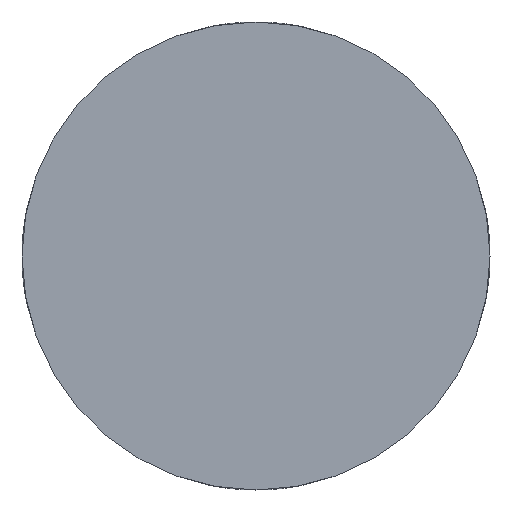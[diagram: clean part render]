
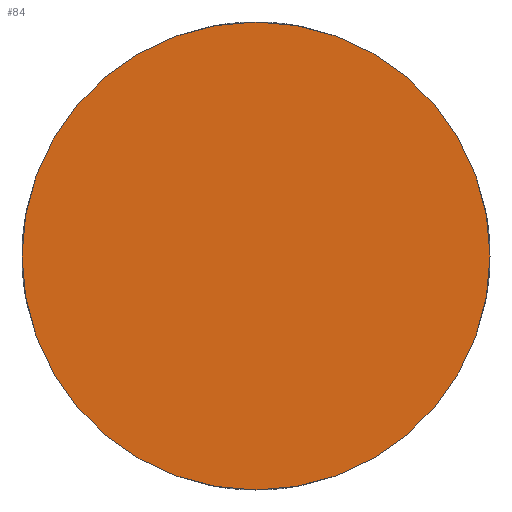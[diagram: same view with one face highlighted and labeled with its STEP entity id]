
A CAD part, front view. The second image highlights one B-rep face of the part: STEP entity #84.
In plain terms, the highlighted planar face has unit normal (0, -1, 0).
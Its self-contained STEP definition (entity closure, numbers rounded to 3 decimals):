
#10 = EDGE_CURVE ( 'NONE', #509, #945, #577, .T. ) ;
#17 = EDGE_LOOP ( 'NONE', ( #449, #22 ) ) ;
#22 = ORIENTED_EDGE ( 'NONE', *, *, #422, .T. ) ;
#38 = PLANE ( 'NONE',  #710 ) ;
#48 = AXIS2_PLACEMENT_3D ( 'NONE', #900, #190, #807 ) ;
#84 = ADVANCED_FACE ( 'NONE', ( #811 ), #38, .T. ) ;
#86 = DIRECTION ( 'NONE',  ( 0., 0., -1. ) ) ;
#120 = DIRECTION ( 'NONE',  ( 0., 0., -1. ) ) ;
#190 = DIRECTION ( 'NONE',  ( 0., -1., 0. ) ) ;
#301 = CIRCLE ( 'NONE', #871, 10.978 ) ;
#337 = DIRECTION ( 'NONE',  ( 0., -1., 0. ) ) ;
#341 = CARTESIAN_POINT ( 'NONE',  ( 11., -3., 11. ) ) ;
#422 = EDGE_CURVE ( 'NONE', #945, #509, #301, .T. ) ;
#438 = CARTESIAN_POINT ( 'NONE',  ( 11., -3., 0.022 ) ) ;
#449 = ORIENTED_EDGE ( 'NONE', *, *, #10, .T. ) ;
#453 = CARTESIAN_POINT ( 'NONE',  ( 11., -3., 11. ) ) ;
#509 = VERTEX_POINT ( 'NONE', #438 ) ;
#577 = CIRCLE ( 'NONE', #48, 10.978 ) ;
#578 = CARTESIAN_POINT ( 'NONE',  ( 11., -3., 21.978 ) ) ;
#710 = AXIS2_PLACEMENT_3D ( 'NONE', #341, #337, #120 ) ;
#788 = DIRECTION ( 'NONE',  ( 0., -1., 0. ) ) ;
#807 = DIRECTION ( 'NONE',  ( 0., 0., -1. ) ) ;
#811 = FACE_OUTER_BOUND ( 'NONE', #17, .T. ) ;
#871 = AXIS2_PLACEMENT_3D ( 'NONE', #453, #788, #86 ) ;
#900 = CARTESIAN_POINT ( 'NONE',  ( 11., -3., 11. ) ) ;
#945 = VERTEX_POINT ( 'NONE', #578 ) ;
